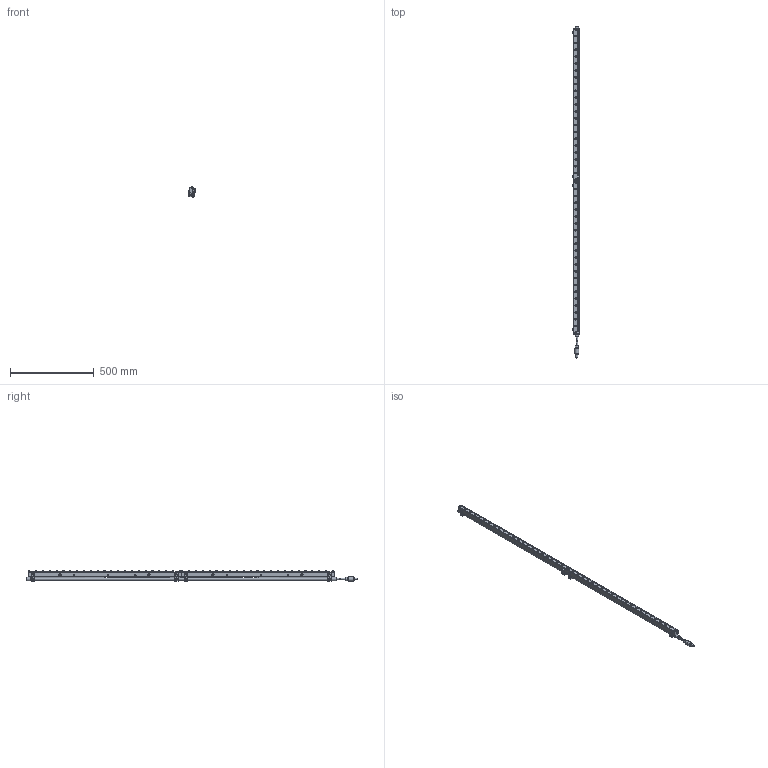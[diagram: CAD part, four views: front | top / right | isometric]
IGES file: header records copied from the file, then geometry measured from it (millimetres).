
Start section: START RECORD GO HERE.
Global section: file name: 15072.igs; native system: DASSAULT SYSTEMES CATIA V5 R21 - www.3ds.com; preprocessor: CATIA Version 5 Release 21 ; author: Chirag Shah; organization: INTRITECH; date: 20201124.163757; units: millimetre
Bounding box: 38.65 x 1984.4 x 60.81 mm (x, y, z)
Surface area: 386999.7 mm2 (no closed solid volume)
Topology: 0 solids, 0 shells, 3892 faces, 20582 edges, 20509 vertices
Faces by surface type: bspline 3892
